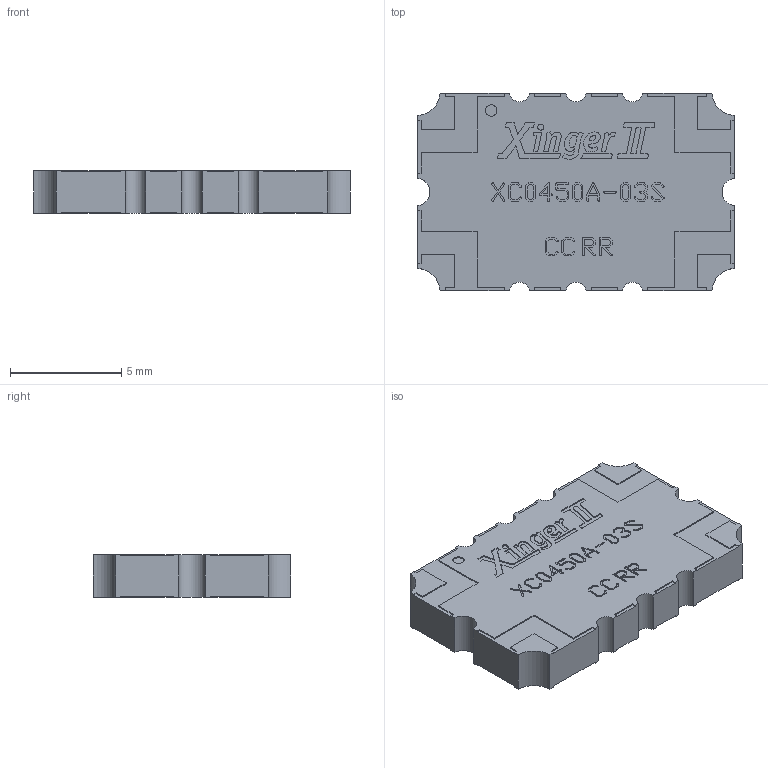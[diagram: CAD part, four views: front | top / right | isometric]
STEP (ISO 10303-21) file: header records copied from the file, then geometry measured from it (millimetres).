
FILE_DESCRIPTION (( 'STEP AP203' ), '1' );
FILE_NAME ('XC0450A-03S_3D_Model.STEP', '2024-02-05T14:34:39', ( '' ), ( '' ), 'SwSTEP 2.0', 'SolidWorks 2023', '' );
FILE_SCHEMA (( 'CONFIG_CONTROL_DESIGN' ));
Length unit declared in the file: inch
Products named in the file (1): XC0450A-03S_3D_Model
Bounding box: 14.22 x 8.89 x 1.91 mm (x, y, z)
Volume: 227.6 mm3; surface area: 341 mm2
Topology: 1 solids, 1 shells, 763 faces, 2175 edges, 1450 vertices
Faces by surface type: plane 492, cylinder 271
Entity records: 24930 total; most frequent: CARTESIAN_POINT 4389, ORIENTED_EDGE 4350, DIRECTION 4245, EDGE_CURVE 2175, VECTOR 1633, LINE 1633, VERTEX_POINT 1450, AXIS2_PLACEMENT_3D 1306
